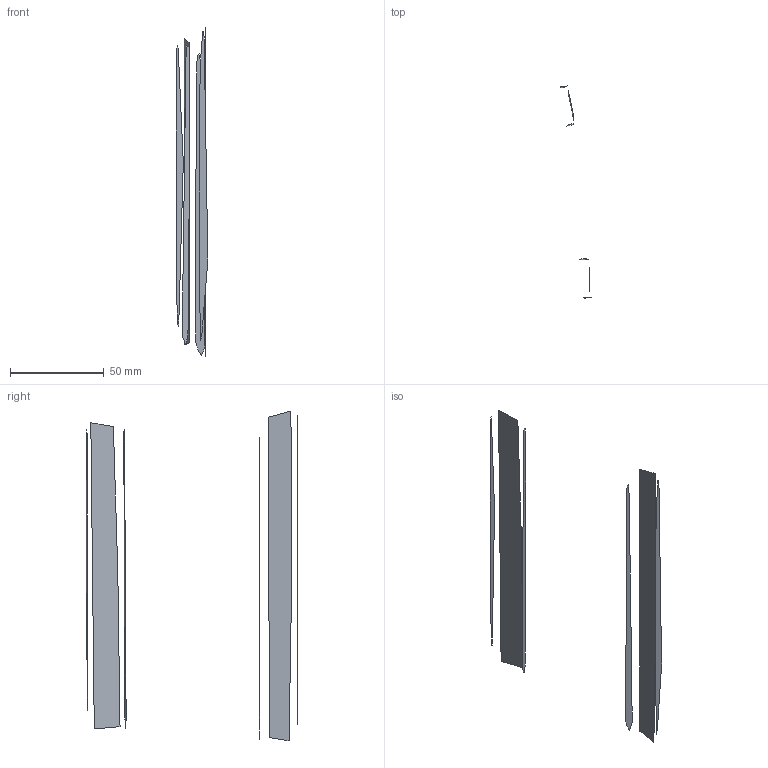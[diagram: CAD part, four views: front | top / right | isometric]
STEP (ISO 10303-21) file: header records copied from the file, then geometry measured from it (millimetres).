
FILE_DESCRIPTION ((), '1');
FILE_NAME ('20230612_Grund_TPCV.Stp', '2023-06-19T15:44:43', ('Karsten Dreyer'), ('Paul Scherrer (PSI), Villigen'), 'SpatialAnalyzer PP2.00', 'SpatialAnalyzer', '');
FILE_SCHEMA (('CONFIG_CONTROL_DESIGN'));
Length unit declared in the file: millimetre
Products named in the file (8): Surface From - TCPV L_3; Surface From - TCPV R_4; Surface From - TCPV L_1; Surface From - TCPV R_1; Surface From - TCPV R_2; Surface From - TCPV L_4; product-name
Bounding box: 16.89 x 113.11 x 176.12 mm (x, y, z)
Surface area: 6065.2 mm2 (no closed solid volume)
Topology: 0 solids, 6 shells, 6 faces, 64 edges, 78 vertices
Faces by surface type: bspline 6
Entity records: 1300 total; most frequent: CARTESIAN_POINT 222, B_SPLINE_CURVE_WITH_KNOTS 64, PERSON 64, ORGANIZATION 64, PERSON_AND_ORGANIZATION 64, VERTEX_POINT 60, EDGE_CURVE 60, ORIENTED_EDGE 60
